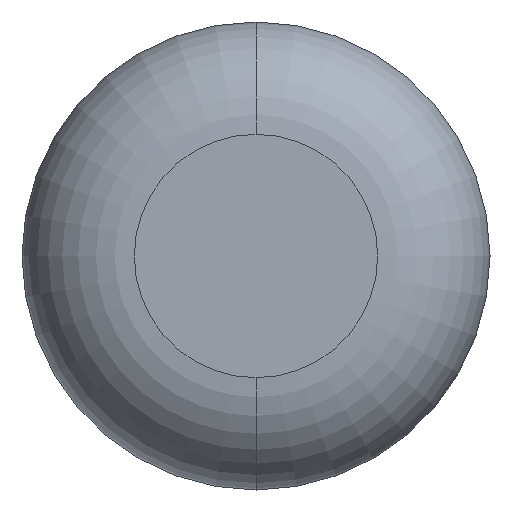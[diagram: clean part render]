
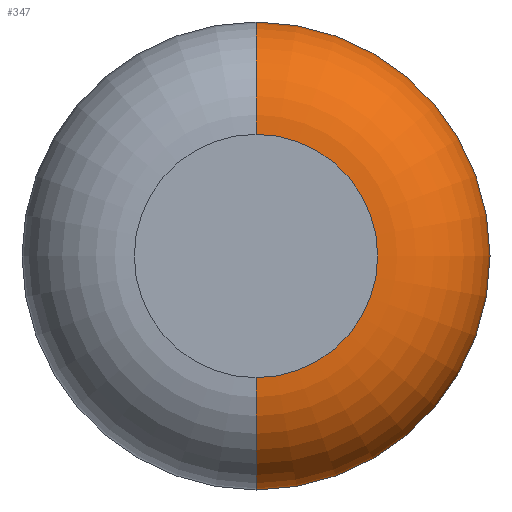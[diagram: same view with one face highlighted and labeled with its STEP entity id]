
A CAD part, front view. The second image highlights one B-rep face of the part: STEP entity #347.
In plain terms, the highlighted toroidal (fillet/blend) face has major radius 2.477 mm and minor radius 2.286 mm.
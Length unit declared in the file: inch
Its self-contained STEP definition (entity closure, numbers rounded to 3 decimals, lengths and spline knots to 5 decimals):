
#5 = AXIS2_PLACEMENT_3D ( 'NONE', #61, #231, #448 ) ;
#41 = DIRECTION ( 'NONE',  ( -1., 0., 0. ) ) ;
#50 = VERTEX_POINT ( 'NONE', #327 ) ;
#61 = CARTESIAN_POINT ( 'NONE',  ( 0., 0.09, 0. ) ) ;
#69 = AXIS2_PLACEMENT_3D ( 'NONE', #122, #41, #547 ) ;
#91 = CIRCLE ( 'NONE', #389, 0.09 ) ;
#101 = CARTESIAN_POINT ( 'NONE',  ( 0., 0.09, 0.1875 ) ) ;
#106 = CIRCLE ( 'NONE', #314, 0.0975 ) ;
#122 = CARTESIAN_POINT ( 'NONE',  ( 0., 0.09, -0.0975 ) ) ;
#138 = DIRECTION ( 'NONE',  ( 1., 0., 0. ) ) ;
#148 = EDGE_CURVE ( 'NONE', #458, #421, #245, .T. ) ;
#187 = DIRECTION ( 'NONE',  ( 0., -1., 0. ) ) ;
#192 = AXIS2_PLACEMENT_3D ( 'NONE', #481, #187, #272 ) ;
#202 = VERTEX_POINT ( 'NONE', #296 ) ;
#231 = DIRECTION ( 'NONE',  ( 0., -1., 0. ) ) ;
#236 = ORIENTED_EDGE ( 'NONE', *, *, #148, .T. ) ;
#245 = CIRCLE ( 'NONE', #5, 0.1875 ) ;
#257 = DIRECTION ( 'NONE',  ( 0., -1., 0. ) ) ;
#272 = DIRECTION ( 'NONE',  ( 0., 0., -1. ) ) ;
#296 = CARTESIAN_POINT ( 'NONE',  ( 0., 0., -0.0975 ) ) ;
#303 = EDGE_CURVE ( 'NONE', #421, #50, #91, .T. ) ;
#308 = FACE_OUTER_BOUND ( 'NONE', #501, .T. ) ;
#314 = AXIS2_PLACEMENT_3D ( 'NONE', #503, #257, #465 ) ;
#327 = CARTESIAN_POINT ( 'NONE',  ( 0., 0., 0.0975 ) ) ;
#347 = ADVANCED_FACE ( 'NONE', ( #308 ), #435, .T. ) ;
#373 = ORIENTED_EDGE ( 'NONE', *, *, #493, .F. ) ;
#389 = AXIS2_PLACEMENT_3D ( 'NONE', #499, #138, #482 ) ;
#409 = CIRCLE ( 'NONE', #69, 0.09 ) ;
#421 = VERTEX_POINT ( 'NONE', #101 ) ;
#435 = TOROIDAL_SURFACE ( 'NONE', #192, 0.0975, 0.09 ) ;
#448 = DIRECTION ( 'NONE',  ( 0., 0., -1. ) ) ;
#454 = ORIENTED_EDGE ( 'NONE', *, *, #303, .T. ) ;
#458 = VERTEX_POINT ( 'NONE', #532 ) ;
#465 = DIRECTION ( 'NONE',  ( 0., 0., -1. ) ) ;
#466 = ORIENTED_EDGE ( 'NONE', *, *, #479, .F. ) ;
#479 = EDGE_CURVE ( 'NONE', #202, #50, #106, .T. ) ;
#481 = CARTESIAN_POINT ( 'NONE',  ( 0., 0.09, 0. ) ) ;
#482 = DIRECTION ( 'NONE',  ( 0., 0., -1. ) ) ;
#493 = EDGE_CURVE ( 'NONE', #458, #202, #409, .T. ) ;
#499 = CARTESIAN_POINT ( 'NONE',  ( 0., 0.09, 0.0975 ) ) ;
#501 = EDGE_LOOP ( 'NONE', ( #236, #454, #466, #373 ) ) ;
#503 = CARTESIAN_POINT ( 'NONE',  ( 0., 0., 0. ) ) ;
#532 = CARTESIAN_POINT ( 'NONE',  ( 0., 0.09, -0.1875 ) ) ;
#547 = DIRECTION ( 'NONE',  ( 0., 0., 1. ) ) ;
